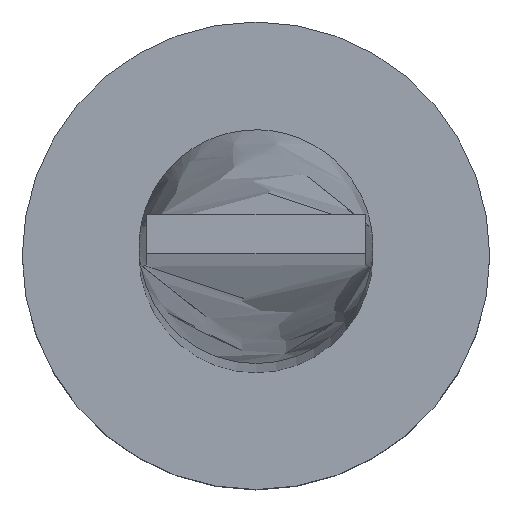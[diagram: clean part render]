
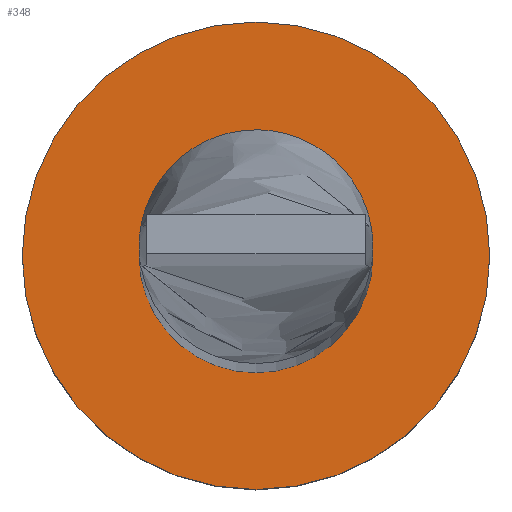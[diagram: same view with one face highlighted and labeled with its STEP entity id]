
A CAD part, top view. The second image highlights one B-rep face of the part: STEP entity #348.
In plain terms, the highlighted planar face has unit normal (0, 0, 1).
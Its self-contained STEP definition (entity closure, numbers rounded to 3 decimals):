
#1 = ORIENTED_EDGE ( 'NONE', *, *, #429, .T. ) ;
#3 = CIRCLE ( 'NONE', #363, 1.5 ) ;
#19 = EDGE_LOOP ( 'NONE', ( #464, #1 ) ) ;
#20 = EDGE_LOOP ( 'NONE', ( #111, #153 ) ) ;
#21 = CIRCLE ( 'NONE', #57, 3. ) ;
#57 = AXIS2_PLACEMENT_3D ( 'NONE', #441, #364, #493 ) ;
#99 = EDGE_CURVE ( 'NONE', #383, #557, #281, .T. ) ;
#111 = ORIENTED_EDGE ( 'NONE', *, *, #180, .F. ) ;
#113 = DIRECTION ( 'NONE',  ( 0., 0., 1. ) ) ;
#124 = CARTESIAN_POINT ( 'NONE',  ( 0., 0., 3. ) ) ;
#148 = CARTESIAN_POINT ( 'NONE',  ( 3., 0., 3. ) ) ;
#152 = CARTESIAN_POINT ( 'NONE',  ( 0., 0., 3. ) ) ;
#153 = ORIENTED_EDGE ( 'NONE', *, *, #99, .F. ) ;
#167 = AXIS2_PLACEMENT_3D ( 'NONE', #223, #535, #399 ) ;
#180 = EDGE_CURVE ( 'NONE', #557, #383, #3, .T. ) ;
#187 = AXIS2_PLACEMENT_3D ( 'NONE', #152, #379, #560 ) ;
#215 = DIRECTION ( 'NONE',  ( 1., 0., 0. ) ) ;
#216 = AXIS2_PLACEMENT_3D ( 'NONE', #528, #113, #308 ) ;
#223 = CARTESIAN_POINT ( 'NONE',  ( 0., 0., 3. ) ) ;
#253 = CARTESIAN_POINT ( 'NONE',  ( -1.5, 0., 3. ) ) ;
#262 = PLANE ( 'NONE',  #216 ) ;
#281 = CIRCLE ( 'NONE', #187, 1.5 ) ;
#308 = DIRECTION ( 'NONE',  ( 1., 0., 0. ) ) ;
#319 = CARTESIAN_POINT ( 'NONE',  ( 1.5, 0., 3. ) ) ;
#348 = ADVANCED_FACE ( 'NONE', ( #396, #481 ), #262, .T. ) ;
#363 = AXIS2_PLACEMENT_3D ( 'NONE', #124, #530, #215 ) ;
#364 = DIRECTION ( 'NONE',  ( 0., 0., 1. ) ) ;
#379 = DIRECTION ( 'NONE',  ( 0., 0., 1. ) ) ;
#383 = VERTEX_POINT ( 'NONE', #319 ) ;
#396 = FACE_BOUND ( 'NONE', #20, .T. ) ;
#398 = EDGE_CURVE ( 'NONE', #460, #551, #21, .T. ) ;
#399 = DIRECTION ( 'NONE',  ( 1., 0., 0. ) ) ;
#429 = EDGE_CURVE ( 'NONE', #551, #460, #527, .T. ) ;
#441 = CARTESIAN_POINT ( 'NONE',  ( 0., 0., 3. ) ) ;
#450 = CARTESIAN_POINT ( 'NONE',  ( -3., 0., 3. ) ) ;
#460 = VERTEX_POINT ( 'NONE', #450 ) ;
#464 = ORIENTED_EDGE ( 'NONE', *, *, #398, .T. ) ;
#481 = FACE_OUTER_BOUND ( 'NONE', #19, .T. ) ;
#493 = DIRECTION ( 'NONE',  ( 1., 0., 0. ) ) ;
#527 = CIRCLE ( 'NONE', #167, 3. ) ;
#528 = CARTESIAN_POINT ( 'NONE',  ( 0., 0., 3. ) ) ;
#530 = DIRECTION ( 'NONE',  ( 0., 0., 1. ) ) ;
#535 = DIRECTION ( 'NONE',  ( 0., 0., 1. ) ) ;
#551 = VERTEX_POINT ( 'NONE', #148 ) ;
#557 = VERTEX_POINT ( 'NONE', #253 ) ;
#560 = DIRECTION ( 'NONE',  ( 1., 0., 0. ) ) ;
